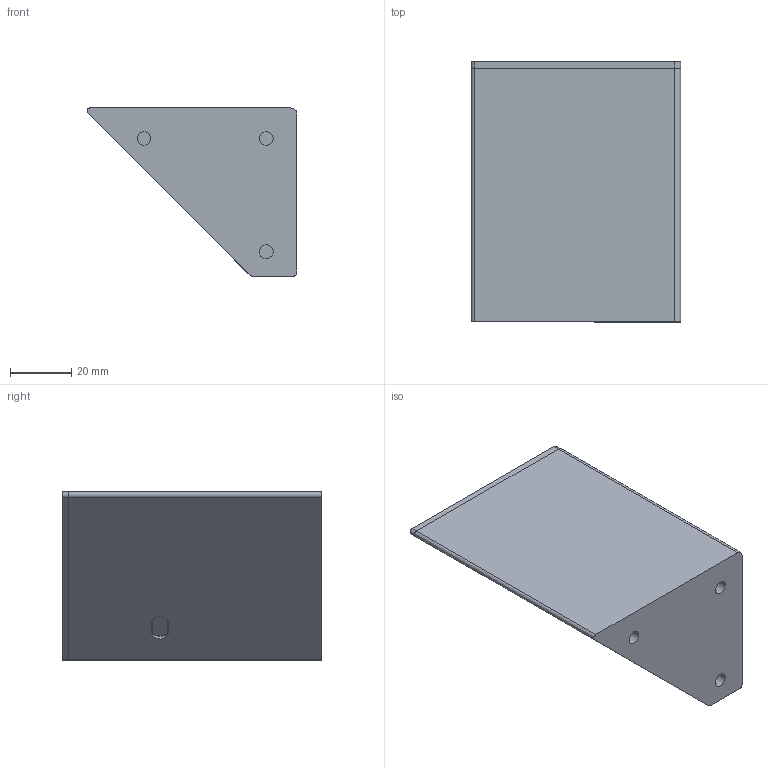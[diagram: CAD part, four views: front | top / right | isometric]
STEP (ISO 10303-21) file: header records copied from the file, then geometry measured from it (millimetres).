
FILE_DESCRIPTION((''),'2;1');
FILE_NAME('TANCEQI-V1_ASM','2020-12-07T',('kun'),(''),'PRO/ENGINEER BY PARAMETRIC TECHNOLOGY CORPORATION, 2009440','PRO/ENGINEER BY PARAMETRIC TECHNOLOGY CORPORATION, 2009440','');
FILE_SCHEMA(('CONFIG_CONTROL_DESIGN'));
Length unit declared in the file: millimetre
Products named in the file (4): DIKE_-V1; SHANGGAI_-V1; TOF10120_-V1; TANCEQI-V1_ASM
Assembly tree (3 placements, depth 2):
  TANCEQI-V1_ASM
    DIKE_-V1
    SHANGGAI_-V1
    TOF10120_-V1
Bounding box: 68.58 x 85 x 55 mm (x, y, z)
Volume: 47236.5 mm3; surface area: 45435.2 mm2
Topology: 3 solids, 3 shells, 145 faces, 390 edges, 264 vertices
Faces by surface type: cylinder 73, plane 72
Entity records: 4768 total; most frequent: DIRECTION 846, CARTESIAN_POINT 806, ORIENTED_EDGE 780, EDGE_CURVE 390, AXIS2_PLACEMENT_3D 304, VERTEX_POINT 264, VECTOR 238, LINE 238
